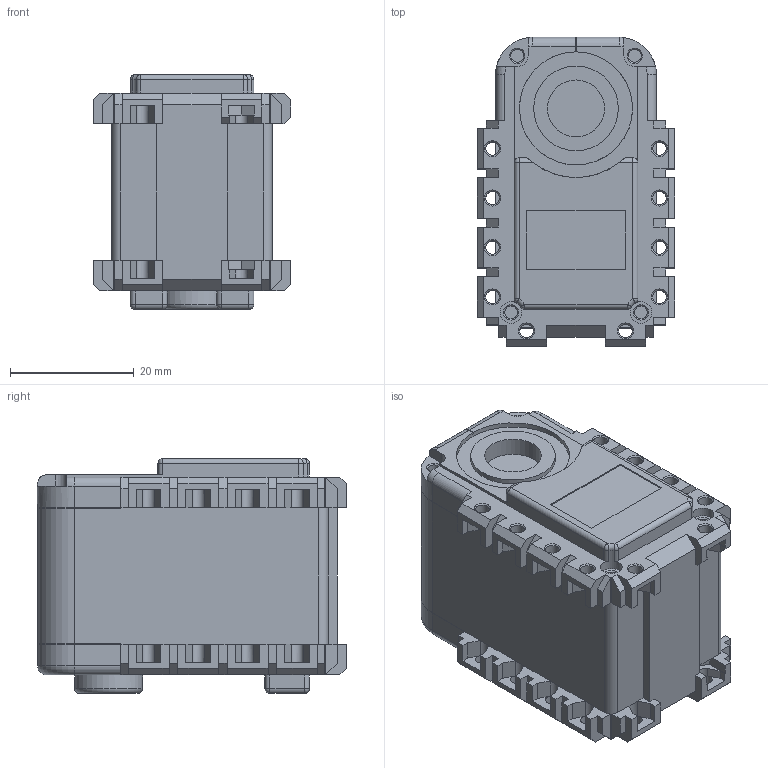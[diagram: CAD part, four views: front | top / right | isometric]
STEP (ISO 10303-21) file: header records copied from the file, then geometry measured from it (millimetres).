
FILE_DESCRIPTION(/* description */ (''),/* implementation_level */ '2;1');
FILE_NAME(/* name */ 'PRT0001_ipt_24d7c882.STEP',/* time_stamp */ '2022-04-06T23:10:04-05:00',/* author */ ('Alcatraz'),/* organization */ (''),/* preprocessor_version */ 'ST-DEVELOPER v18.1',/* originating_system */ 'Autodesk Inventor 2021',/* authorisation */ '');
FILE_SCHEMA (('AUTOMOTIVE_DESIGN { 1 0 10303 214 3 1 1 }'));
Length unit declared in the file: millimetre
Products named in the file (1): PRT0001
Bounding box: 32 x 50 x 38 mm (x, y, z)
Volume: 40743.4 mm3; surface area: 10349.9 mm2
Topology: 1 solids, 1 shells, 602 faces, 1734 edges, 1124 vertices
Faces by surface type: plane 452, cylinder 97, cone 30, sphere 14, torus 9
Full cylindrical faces by diameter (mm): 1.7 x6, 2.07 x4, 2.2 x20, 3.5 x2, 4.3 x1, 8 x1, 9.2 x1, 11 x1, 13.7 x1, 18.3 x1
Entity records: 19684 total; most frequent: CARTESIAN_POINT 3565, ORIENTED_EDGE 3440, DIRECTION 3265, EDGE_CURVE 1720, LINE 1353, VECTOR 1353, VERTEX_POINT 1124, AXIS2_PLACEMENT_3D 956
